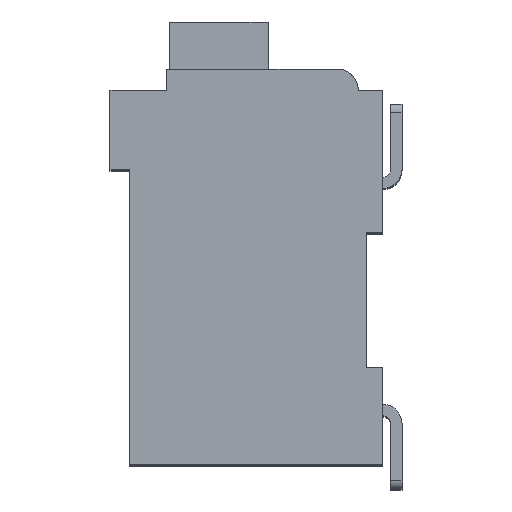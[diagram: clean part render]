
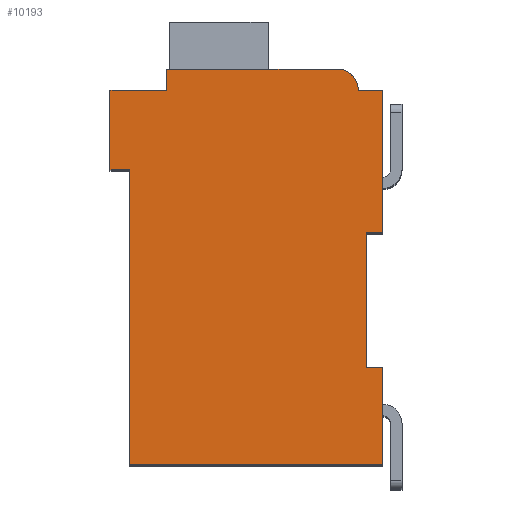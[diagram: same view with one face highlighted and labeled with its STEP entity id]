
A CAD part, top view. The second image highlights one B-rep face of the part: STEP entity #10193.
In plain terms, the highlighted planar face has unit normal (0, 0, 1).
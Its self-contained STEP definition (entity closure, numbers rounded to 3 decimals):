
#3262=DIRECTION('',(1.,0.,0.));
#3263=VECTOR('',#3262,0.5);
#3264=CARTESIAN_POINT('',(7.3,7.15,2.1));
#3265=LINE('',#3264,#3263);
#3266=DIRECTION('',(0.,1.,0.));
#3267=VECTOR('',#3266,4.15);
#3268=CARTESIAN_POINT('',(7.3,3.,2.1));
#3269=LINE('',#3268,#3267);
#3270=DIRECTION('',(-1.,0.,0.));
#3271=VECTOR('',#3270,0.5);
#3272=CARTESIAN_POINT('',(7.8,3.,2.1));
#3273=LINE('',#3272,#3271);
#3274=DIRECTION('',(0.,1.,0.));
#3275=VECTOR('',#3274,3.);
#3276=CARTESIAN_POINT('',(7.8,0.,2.1));
#3277=LINE('',#3276,#3275);
#3278=DIRECTION('',(1.,0.,0.));
#3279=VECTOR('',#3278,7.8);
#3280=CARTESIAN_POINT('',(0.,0.,2.1));
#3281=LINE('',#3280,#3279);
#3282=DIRECTION('',(0.,-1.,0.));
#3283=VECTOR('',#3282,9.1);
#3284=CARTESIAN_POINT('',(0.,9.1,2.1));
#3285=LINE('',#3284,#3283);
#3286=DIRECTION('',(1.,0.,0.));
#3287=VECTOR('',#3286,0.6);
#3288=CARTESIAN_POINT('',(-0.6,9.1,2.1));
#3289=LINE('',#3288,#3287);
#3290=DIRECTION('',(0.,-1.,0.));
#3291=VECTOR('',#3290,2.45);
#3292=CARTESIAN_POINT('',(-0.6,11.55,2.1));
#3293=LINE('',#3292,#3291);
#3294=DIRECTION('',(-1.,0.,0.));
#3295=VECTOR('',#3294,1.75);
#3296=CARTESIAN_POINT('',(1.15,11.55,2.1));
#3297=LINE('',#3296,#3295);
#3298=DIRECTION('',(0.,-1.,0.));
#3299=VECTOR('',#3298,0.65);
#3300=CARTESIAN_POINT('',(1.15,12.2,2.1));
#3301=LINE('',#3300,#3299);
#3302=DIRECTION('',(-1.,0.,0.));
#3303=VECTOR('',#3302,5.25);
#3304=CARTESIAN_POINT('',(6.4,12.2,2.1));
#3305=LINE('',#3304,#3303);
#3306=CARTESIAN_POINT('',(6.4,11.55,2.1));
#3307=DIRECTION('',(0.,0.,1.));
#3308=DIRECTION('',(1.,0.,0.));
#3309=AXIS2_PLACEMENT_3D('',#3306,#3307,#3308);
#3311=DIRECTION('',(-1.,0.,0.));
#3312=VECTOR('',#3311,0.75);
#3313=CARTESIAN_POINT('',(7.8,11.55,2.1));
#3314=LINE('',#3313,#3312);
#3315=DIRECTION('',(0.,1.,0.));
#3316=VECTOR('',#3315,4.4);
#3317=CARTESIAN_POINT('',(7.8,7.15,2.1));
#3318=LINE('',#3317,#3316);
#4773=CARTESIAN_POINT('',(7.3,7.15,2.1));
#4774=CARTESIAN_POINT('',(7.8,7.15,2.1));
#4775=VERTEX_POINT('',#4773);
#4776=VERTEX_POINT('',#4774);
#4777=CARTESIAN_POINT('',(7.8,11.55,2.1));
#4778=VERTEX_POINT('',#4777);
#4779=CARTESIAN_POINT('',(7.05,11.55,2.1));
#4780=VERTEX_POINT('',#4779);
#4781=CARTESIAN_POINT('',(6.4,12.2,2.1));
#4782=VERTEX_POINT('',#4781);
#4783=CARTESIAN_POINT('',(1.15,12.2,2.1));
#4784=VERTEX_POINT('',#4783);
#4785=CARTESIAN_POINT('',(1.15,11.55,2.1));
#4786=VERTEX_POINT('',#4785);
#4787=CARTESIAN_POINT('',(-0.6,11.55,2.1));
#4788=VERTEX_POINT('',#4787);
#4789=CARTESIAN_POINT('',(-0.6,9.1,2.1));
#4790=VERTEX_POINT('',#4789);
#4791=CARTESIAN_POINT('',(0.,9.1,2.1));
#4792=VERTEX_POINT('',#4791);
#4793=CARTESIAN_POINT('',(0.,0.,2.1));
#4794=VERTEX_POINT('',#4793);
#4795=CARTESIAN_POINT('',(7.8,0.,2.1));
#4796=VERTEX_POINT('',#4795);
#4797=CARTESIAN_POINT('',(7.8,3.,2.1));
#4798=VERTEX_POINT('',#4797);
#4799=CARTESIAN_POINT('',(7.3,3.,2.1));
#4800=VERTEX_POINT('',#4799);
#10172=CARTESIAN_POINT('',(0.,0.,2.1));
#10173=DIRECTION('',(0.,0.,1.));
#10174=DIRECTION('',(1.,0.,0.));
#10175=AXIS2_PLACEMENT_3D('',#10172,#10173,#10174);
#10176=PLANE('',#10175);
#10177=ORIENTED_EDGE('',*,*,#6274,.F.);
#10178=ORIENTED_EDGE('',*,*,#6570,.F.);
#10179=ORIENTED_EDGE('',*,*,#8208,.F.);
#10180=ORIENTED_EDGE('',*,*,#8323,.F.);
#10181=ORIENTED_EDGE('',*,*,#8466,.F.);
#10182=ORIENTED_EDGE('',*,*,#8660,.F.);
#10183=ORIENTED_EDGE('',*,*,#8740,.F.);
#10184=ORIENTED_EDGE('',*,*,#8891,.F.);
#10185=ORIENTED_EDGE('',*,*,#9089,.F.);
#10186=ORIENTED_EDGE('',*,*,#9392,.F.);
#10187=ORIENTED_EDGE('',*,*,#9620,.F.);
#10188=ORIENTED_EDGE('',*,*,#9140,.F.);
#10189=ORIENTED_EDGE('',*,*,#9293,.F.);
#10190=ORIENTED_EDGE('',*,*,#6465,.F.);
#10191=EDGE_LOOP('',(#10177,#10178,#10179,#10180,#10181,#10182,#10183,#10184,
#10185,#10186,#10187,#10188,#10189,#10190));
#10192=FACE_OUTER_BOUND('',#10191,.F.);
#3310=CIRCLE('',#3309,0.65);
#6274=EDGE_CURVE('',#4775,#4776,#3265,.T.);
#6465=EDGE_CURVE('',#4776,#4778,#3318,.T.);
#6570=EDGE_CURVE('',#4800,#4775,#3269,.T.);
#8208=EDGE_CURVE('',#4798,#4800,#3273,.T.);
#8323=EDGE_CURVE('',#4796,#4798,#3277,.T.);
#8466=EDGE_CURVE('',#4794,#4796,#3281,.T.);
#8660=EDGE_CURVE('',#4792,#4794,#3285,.T.);
#8740=EDGE_CURVE('',#4790,#4792,#3289,.T.);
#8891=EDGE_CURVE('',#4788,#4790,#3293,.T.);
#9089=EDGE_CURVE('',#4786,#4788,#3297,.T.);
#9140=EDGE_CURVE('',#4780,#4782,#3310,.T.);
#9293=EDGE_CURVE('',#4778,#4780,#3314,.T.);
#9392=EDGE_CURVE('',#4784,#4786,#3301,.T.);
#9620=EDGE_CURVE('',#4782,#4784,#3305,.T.);
#10193=ADVANCED_FACE('',(#10192),#10176,.T.);
